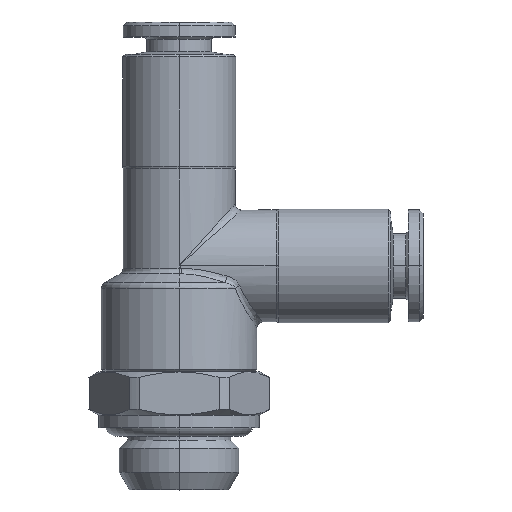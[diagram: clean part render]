
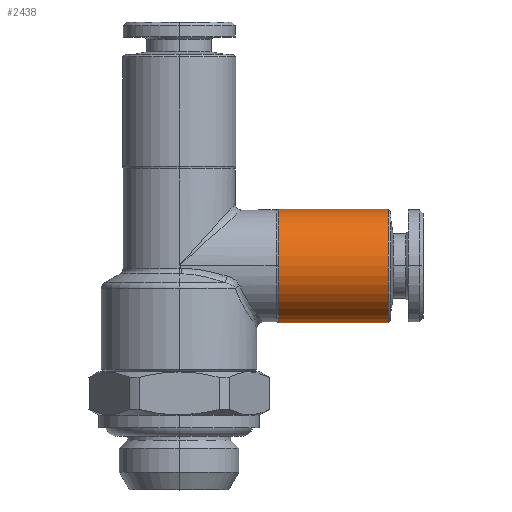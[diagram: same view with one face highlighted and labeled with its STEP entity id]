
A CAD part, top view. The second image highlights one B-rep face of the part: STEP entity #2438.
In plain terms, the highlighted cylindrical face has radius 4.55 mm (diameter 9.1 mm), a partial arc.
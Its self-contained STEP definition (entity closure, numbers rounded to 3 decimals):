
#1503 = CARTESIAN_POINT ( 'NONE',  ( 16.8, -4.55, 0. ) ) ;
#1504 = DIRECTION ( 'NONE',  ( 0., -1., 0. ) ) ;
#1505 = DIRECTION ( 'NONE',  ( -1., 0., 0. ) ) ;
#1506 = AXIS2_PLACEMENT_3D ( 'NONE', #1510, #1505, #1504 ) ;
#1507 = CIRCLE ( 'NONE', #1506, 4.55 ) ;
#1510 = CARTESIAN_POINT ( 'NONE',  ( 16.8, 0., 0. ) ) ;
#1576 = DIRECTION ( 'NONE',  ( -1., 0., 0. ) ) ;
#1577 = CARTESIAN_POINT ( 'NONE',  ( 0., 0., 0. ) ) ;
#1578 = FACE_OUTER_BOUND ( 'NONE', #2146, .T. ) ;
#1619 = DIRECTION ( 'NONE',  ( 0., -1., 0. ) ) ;
#1630 = AXIS2_PLACEMENT_3D ( 'NONE', #1577, #1576, #1619 ) ;
#1631 = CYLINDRICAL_SURFACE ( 'NONE', #1630, 4.55 ) ;
#2095 = VERTEX_POINT ( 'NONE', #3543 ) ;
#2096 = ORIENTED_EDGE ( 'NONE', *, *, #2195, .F. ) ;
#2146 = EDGE_LOOP ( 'NONE', ( #2414, #2224, #2375, #2408, #2096 ) ) ;
#2195 = EDGE_CURVE ( 'NONE', #2416, #2095, #3676, .T. ) ;
#2197 = EDGE_CURVE ( 'NONE', #2095, #2251, #3701, .T. ) ;
#2223 = VERTEX_POINT ( 'NONE', #3891 ) ;
#2224 = ORIENTED_EDGE ( 'NONE', *, *, #2225, .T. ) ;
#2225 = EDGE_CURVE ( 'NONE', #2223, #2374, #3934, .T. ) ;
#2250 = EDGE_CURVE ( 'NONE', #2251, #2374, #3853, .T. ) ;
#2251 = VERTEX_POINT ( 'NONE', #3848 ) ;
#2374 = VERTEX_POINT ( 'NONE', #4339 ) ;
#2375 = ORIENTED_EDGE ( 'NONE', *, *, #2250, .F. ) ;
#2408 = ORIENTED_EDGE ( 'NONE', *, *, #2197, .F. ) ;
#2414 = ORIENTED_EDGE ( 'NONE', *, *, #2415, .T. ) ;
#2415 = EDGE_CURVE ( 'NONE', #2416, #2223, #1507, .T. ) ;
#2416 = VERTEX_POINT ( 'NONE', #1503 ) ;
#2438 = ADVANCED_FACE ( 'NONE', ( #1578 ), #1631, .T. ) ;
#3543 = CARTESIAN_POINT ( 'NONE',  ( 8.011, -4.55, 0. ) ) ;
#3676 = LINE ( 'NONE', #3697, #3696 ) ;
#3696 = VECTOR ( 'NONE', #3702, 1000. ) ;
#3697 = CARTESIAN_POINT ( 'NONE',  ( 0., -4.55, 0. ) ) ;
#3700 = AXIS2_PLACEMENT_3D ( 'NONE', #3709, #3708, #3707 ) ;
#3701 = CIRCLE ( 'NONE', #3700, 4.55 ) ;
#3702 = DIRECTION ( 'NONE',  ( -1., 0., 0. ) ) ;
#3707 = DIRECTION ( 'NONE',  ( 0., 0., 1. ) ) ;
#3708 = DIRECTION ( 'NONE',  ( -1., 0., 0. ) ) ;
#3709 = CARTESIAN_POINT ( 'NONE',  ( 8.011, 0., 0. ) ) ;
#3848 = CARTESIAN_POINT ( 'NONE',  ( 8.011, 0., 4.55 ) ) ;
#3849 = DIRECTION ( 'NONE',  ( 0., 0., 1. ) ) ;
#3850 = DIRECTION ( 'NONE',  ( -1., 0., 0. ) ) ;
#3851 = CARTESIAN_POINT ( 'NONE',  ( 8.011, 0., 0. ) ) ;
#3852 = AXIS2_PLACEMENT_3D ( 'NONE', #3851, #3850, #3849 ) ;
#3853 = CIRCLE ( 'NONE', #3852, 4.55 ) ;
#3873 = DIRECTION ( 'NONE',  ( -1., 0., 0. ) ) ;
#3874 = VECTOR ( 'NONE', #3873, 1000. ) ;
#3875 = CARTESIAN_POINT ( 'NONE',  ( 0., 4.55, 0. ) ) ;
#3891 = CARTESIAN_POINT ( 'NONE',  ( 16.8, 4.55, 0. ) ) ;
#3934 = LINE ( 'NONE', #3875, #3874 ) ;
#4339 = CARTESIAN_POINT ( 'NONE',  ( 8.011, 4.55, 0. ) ) ;
